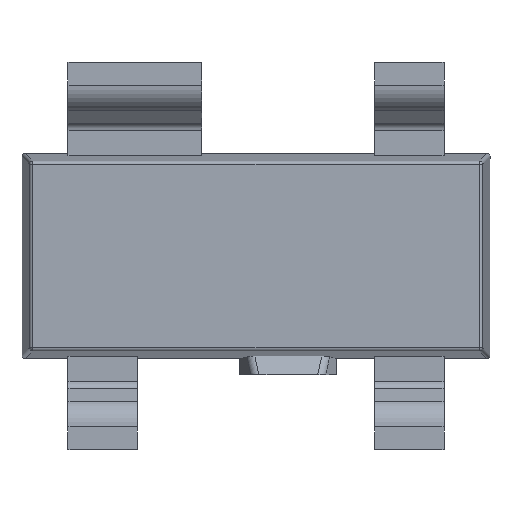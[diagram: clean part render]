
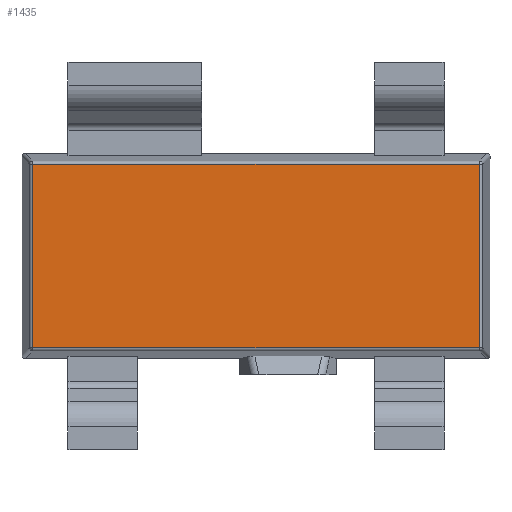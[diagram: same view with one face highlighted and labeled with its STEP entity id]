
A CAD part, front view. The second image highlights one B-rep face of the part: STEP entity #1435.
In plain terms, the highlighted face is planar.
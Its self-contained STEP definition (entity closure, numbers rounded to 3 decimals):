
#243 = VERTEX_POINT ( 'NONE', #1888 ) ;
#282 = CARTESIAN_POINT ( 'NONE',  ( 0., 0.4, 0. ) ) ;
#304 = PLANE ( 'NONE',  #2059 ) ;
#346 = ORIENTED_EDGE ( 'NONE', *, *, #2394, .T. ) ;
#594 = EDGE_CURVE ( 'NONE', #896, #1657, #2844, .T. ) ;
#688 = CARTESIAN_POINT ( 'NONE',  ( 0., 0.4, -1.203 ) ) ;
#784 = EDGE_LOOP ( 'NONE', ( #346, #1647, #2963, #3161 ) ) ;
#795 = VECTOR ( 'NONE', #2448, 1000. ) ;
#896 = VERTEX_POINT ( 'NONE', #2299 ) ;
#927 = CARTESIAN_POINT ( 'NONE',  ( 0.067, 0.4, -0.067 ) ) ;
#929 = FACE_OUTER_BOUND ( 'NONE', #784, .T. ) ;
#1264 = DIRECTION ( 'NONE',  ( -1., 0., 0. ) ) ;
#1341 = CARTESIAN_POINT ( 'NONE',  ( 2.833, 0.4, 0. ) ) ;
#1435 = ADVANCED_FACE ( 'NONE', ( #929 ), #304, .F. ) ;
#1647 = ORIENTED_EDGE ( 'NONE', *, *, #2516, .T. ) ;
#1657 = VERTEX_POINT ( 'NONE', #3398 ) ;
#1682 = LINE ( 'NONE', #3256, #2502 ) ;
#1724 = VECTOR ( 'NONE', #3279, 1000. ) ;
#1854 = LINE ( 'NONE', #1341, #1724 ) ;
#1888 = CARTESIAN_POINT ( 'NONE',  ( 2.833, 0.4, -0.067 ) ) ;
#1911 = EDGE_CURVE ( 'NONE', #1657, #3522, #1682, .T. ) ;
#2059 = AXIS2_PLACEMENT_3D ( 'NONE', #282, #3331, #2825 ) ;
#2299 = CARTESIAN_POINT ( 'NONE',  ( 2.833, 0.4, -1.203 ) ) ;
#2394 = EDGE_CURVE ( 'NONE', #3522, #243, #2858, .T. ) ;
#2448 = DIRECTION ( 'NONE',  ( 1., 0., 0. ) ) ;
#2502 = VECTOR ( 'NONE', #2704, 1000. ) ;
#2516 = EDGE_CURVE ( 'NONE', #243, #896, #1854, .T. ) ;
#2704 = DIRECTION ( 'NONE',  ( 0., 0., 1. ) ) ;
#2707 = CARTESIAN_POINT ( 'NONE',  ( 0., 0.4, -0.067 ) ) ;
#2825 = DIRECTION ( 'NONE',  ( 0., 0., -1. ) ) ;
#2844 = LINE ( 'NONE', #688, #3006 ) ;
#2858 = LINE ( 'NONE', #2707, #795 ) ;
#2963 = ORIENTED_EDGE ( 'NONE', *, *, #594, .T. ) ;
#3006 = VECTOR ( 'NONE', #1264, 1000. ) ;
#3161 = ORIENTED_EDGE ( 'NONE', *, *, #1911, .T. ) ;
#3256 = CARTESIAN_POINT ( 'NONE',  ( 0.067, 0.4, 0. ) ) ;
#3279 = DIRECTION ( 'NONE',  ( 0., 0., -1. ) ) ;
#3331 = DIRECTION ( 'NONE',  ( 0., -1., 0. ) ) ;
#3398 = CARTESIAN_POINT ( 'NONE',  ( 0.067, 0.4, -1.203 ) ) ;
#3522 = VERTEX_POINT ( 'NONE', #927 ) ;
